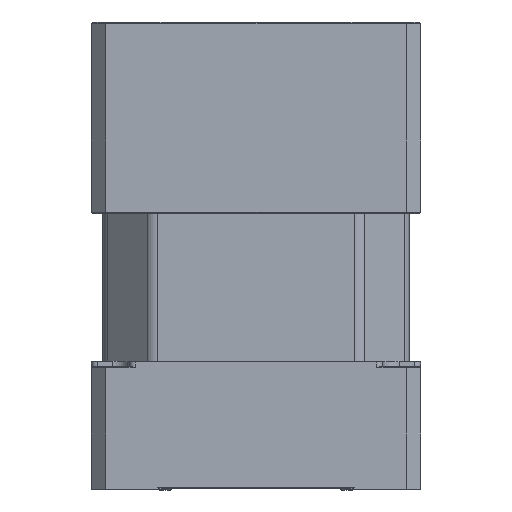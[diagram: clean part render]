
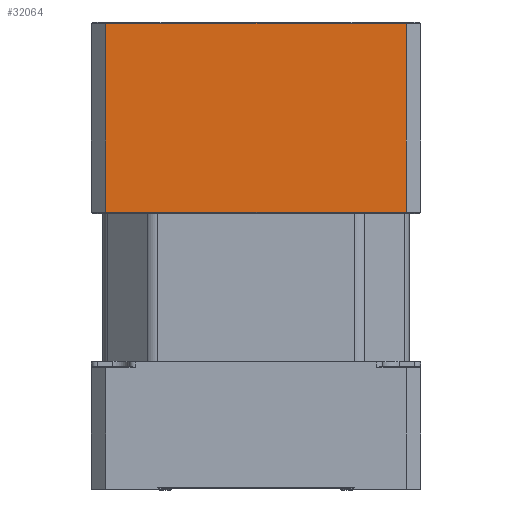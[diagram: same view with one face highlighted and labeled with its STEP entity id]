
A CAD part, front view. The second image highlights one B-rep face of the part: STEP entity #32064.
In plain terms, the highlighted planar face has unit normal (0, -1, 0).
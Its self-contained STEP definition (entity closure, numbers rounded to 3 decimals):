
#1041 = AXIS2_PLACEMENT_3D ( 'NONE', #32407, #39358, #21431 ) ;
#1961 = VECTOR ( 'NONE', #24437, 1000. ) ;
#2178 = EDGE_LOOP ( 'NONE', ( #39145, #24916, #13554, #2623 ) ) ;
#2623 = ORIENTED_EDGE ( 'NONE', *, *, #43887, .T. ) ;
#2644 = LINE ( 'NONE', #42755, #36647 ) ;
#5374 = EDGE_CURVE ( 'NONE', #38975, #9396, #37945, .T. ) ;
#5684 = VERTEX_POINT ( 'NONE', #15688 ) ;
#8825 = EDGE_CURVE ( 'NONE', #36970, #5684, #41597, .T. ) ;
#9396 = VERTEX_POINT ( 'NONE', #36263 ) ;
#10496 = DIRECTION ( 'NONE',  ( 1., 0., 0. ) ) ;
#10683 = VECTOR ( 'NONE', #45671, 1000. ) ;
#13554 = ORIENTED_EDGE ( 'NONE', *, *, #8825, .F. ) ;
#14143 = LINE ( 'NONE', #39232, #1961 ) ;
#15267 = DIRECTION ( 'NONE',  ( 0., 0., 1. ) ) ;
#15688 = CARTESIAN_POINT ( 'NONE',  ( -60.026, -38.9, 157. ) ) ;
#18019 = VECTOR ( 'NONE', #15267, 1000. ) ;
#21431 = DIRECTION ( 'NONE',  ( -1., 0., 0. ) ) ;
#24111 = EDGE_CURVE ( 'NONE', #5684, #9396, #14143, .T. ) ;
#24437 = DIRECTION ( 'NONE',  ( 1., 0., 0. ) ) ;
#24916 = ORIENTED_EDGE ( 'NONE', *, *, #24111, .F. ) ;
#30122 = CARTESIAN_POINT ( 'NONE',  ( 44.974, -38.9, 91. ) ) ;
#30766 = CARTESIAN_POINT ( 'NONE',  ( 44.974, -38.9, 90.5 ) ) ;
#32064 = ADVANCED_FACE ( 'NONE', ( #32647 ), #46541, .F. ) ;
#32407 = CARTESIAN_POINT ( 'NONE',  ( 49.974, -38.9, 90.5 ) ) ;
#32647 = FACE_OUTER_BOUND ( 'NONE', #2178, .T. ) ;
#36263 = CARTESIAN_POINT ( 'NONE',  ( 44.974, -38.9, 157. ) ) ;
#36647 = VECTOR ( 'NONE', #10496, 1000. ) ;
#36970 = VERTEX_POINT ( 'NONE', #42402 ) ;
#37945 = LINE ( 'NONE', #30766, #18019 ) ;
#38975 = VERTEX_POINT ( 'NONE', #30122 ) ;
#39145 = ORIENTED_EDGE ( 'NONE', *, *, #5374, .T. ) ;
#39232 = CARTESIAN_POINT ( 'NONE',  ( 49.974, -38.9, 157. ) ) ;
#39358 = DIRECTION ( 'NONE',  ( 0., 1., 0. ) ) ;
#41129 = CARTESIAN_POINT ( 'NONE',  ( -60.026, -38.9, 90.5 ) ) ;
#41597 = LINE ( 'NONE', #41129, #10683 ) ;
#42402 = CARTESIAN_POINT ( 'NONE',  ( -60.026, -38.9, 91. ) ) ;
#42755 = CARTESIAN_POINT ( 'NONE',  ( -7.526, -38.9, 91. ) ) ;
#43887 = EDGE_CURVE ( 'NONE', #36970, #38975, #2644, .T. ) ;
#45671 = DIRECTION ( 'NONE',  ( 0., 0., 1. ) ) ;
#46541 = PLANE ( 'NONE',  #1041 ) ;
